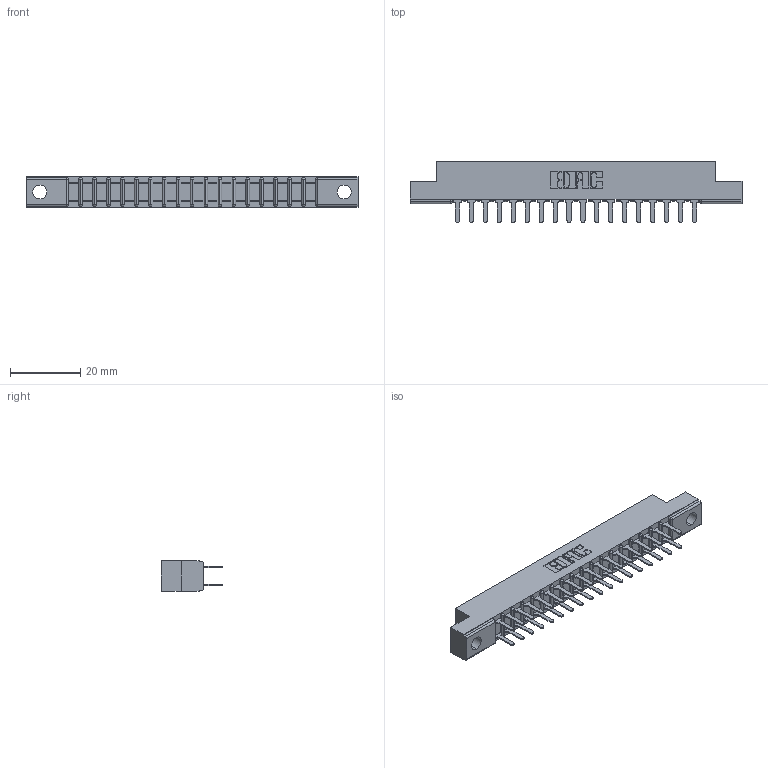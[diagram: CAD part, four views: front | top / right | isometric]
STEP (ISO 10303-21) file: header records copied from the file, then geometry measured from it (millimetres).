
FILE_DESCRIPTION (( 'STEP AP203' ), '1' );
FILE_NAME ('307-036-420-204.STEP', '2020-09-29T16:56:21', ( '' ), ( '' ), 'SwSTEP 2.0', 'SolidWorks 2020', '' );
FILE_SCHEMA (( 'CONFIG_CONTROL_DESIGN' ));
Length unit declared in the file: inch
Products named in the file (3): 307-290-001_520; 307 Part_.156 Dia Mounting Holes; 307-036-420-204
Assembly tree (37 placements, depth 2):
  307-036-420-204
    307 Part_.156 Dia Mounting Holes
    307-290-001_520  x36
Bounding box: 94.34 x 17.42 x 8.71 mm (x, y, z)
Volume: 6091.4 mm3; surface area: 10537.7 mm2
Topology: 37 solids, 37 shells, 1807 faces, 5039 edges, 3258 vertices
Faces by surface type: plane 1200, cylinder 569, sphere 38
Entity records: 19352 total; most frequent: CARTESIAN_POINT 3176, ORIENTED_EDGE 3142, DIRECTION 3113, EDGE_CURVE 1571, LINE 1203, VECTOR 1203, VERTEX_POINT 1018, AXIS2_PLACEMENT_3D 955
